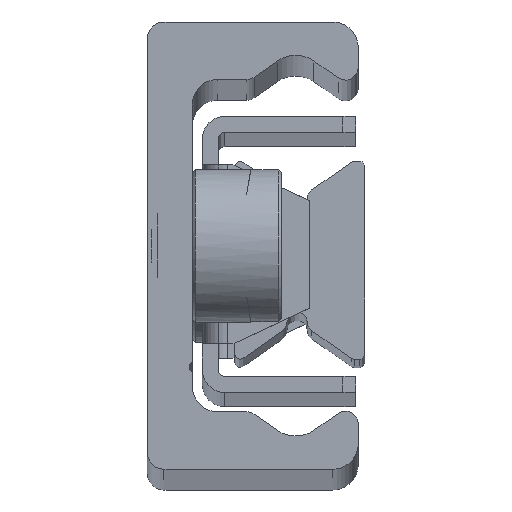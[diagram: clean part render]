
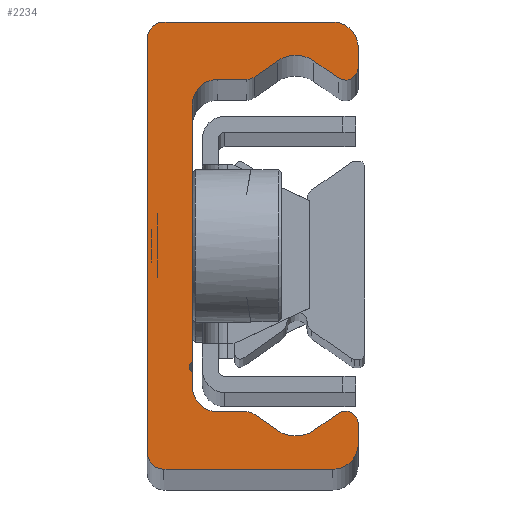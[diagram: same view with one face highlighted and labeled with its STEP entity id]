
A CAD part, top view. The second image highlights one B-rep face of the part: STEP entity #2234.
In plain terms, the highlighted planar face has unit normal (0, 0, 1).
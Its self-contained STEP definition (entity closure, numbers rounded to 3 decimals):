
#1290=CARTESIAN_POINT('',(0.0,16.2,930.0));
#1291=VERTEX_POINT('',#1290);
#1292=CARTESIAN_POINT('',(1.3,17.5,930.0));
#1293=VERTEX_POINT('',#1292);
#1294=CARTESIAN_POINT('',(1.3,16.2,930.0));
#1295=DIRECTION('',(0.0,0.0,-1.0));
#1296=DIRECTION('',(0.0,-1.0,0.0));
#1297=AXIS2_PLACEMENT_3D('',#1294,#1295,#1296);
#1298=CIRCLE('',#1297,1.3);
#1299=EDGE_CURVE('',#1291,#1293,#1298,.T.);
#1332=CARTESIAN_POINT('',(14.5,17.5,930.0));
#1333=VERTEX_POINT('',#1332);
#1334=CARTESIAN_POINT('',(1.3,17.5,930.0));
#1335=DIRECTION('',(1.0,0.0,0.0));
#1336=VECTOR('',#1335,13.2);
#1337=LINE('',#1334,#1336);
#1338=EDGE_CURVE('',#1293,#1333,#1337,.T.);
#1363=CARTESIAN_POINT('',(16.5,15.5,930.0));
#1364=VERTEX_POINT('',#1363);
#1365=CARTESIAN_POINT('',(14.5,15.5,930.0));
#1366=DIRECTION('',(0.0,0.0,-1.0));
#1367=DIRECTION('',(-1.0,0.0,0.0));
#1368=AXIS2_PLACEMENT_3D('',#1365,#1366,#1367);
#1369=CIRCLE('',#1368,2.);
#1370=EDGE_CURVE('',#1333,#1364,#1369,.T.);
#1396=CARTESIAN_POINT('',(16.5,13.946,930.0));
#1397=VERTEX_POINT('',#1396);
#1398=CARTESIAN_POINT('',(16.5,15.5,930.0));
#1399=DIRECTION('',(0.0,-1.0,0.0));
#1400=VECTOR('',#1399,1.554);
#1401=LINE('',#1398,#1400);
#1402=EDGE_CURVE('',#1364,#1397,#1401,.T.);
#1427=CARTESIAN_POINT('',(14.926,13.127,930.0));
#1428=VERTEX_POINT('',#1427);
#1429=CARTESIAN_POINT('',(15.5,13.946,930.0));
#1430=DIRECTION('',(0.0,0.0,-1.0));
#1431=DIRECTION('',(0.574,0.819,0.0));
#1432=AXIS2_PLACEMENT_3D('',#1429,#1430,#1431);
#1433=CIRCLE('',#1432,1.0);
#1434=EDGE_CURVE('',#1397,#1428,#1433,.T.);
#1460=CARTESIAN_POINT('',(13.034,14.452,930.0));
#1461=VERTEX_POINT('',#1460);
#1462=CARTESIAN_POINT('',(14.926,13.127,930.0));
#1463=DIRECTION('',(-0.819,0.574,0.0));
#1464=VECTOR('',#1463,2.31);
#1465=LINE('',#1462,#1464);
#1466=EDGE_CURVE('',#1428,#1461,#1465,.T.);
#1491=CARTESIAN_POINT('',(10.166,14.452,930.0));
#1492=VERTEX_POINT('',#1491);
#1493=CARTESIAN_POINT('',(11.6,12.404,930.0));
#1494=DIRECTION('',(0.0,0.0,1.0));
#1495=DIRECTION('',(0.574,0.819,0.0));
#1496=AXIS2_PLACEMENT_3D('',#1493,#1494,#1495);
#1497=CIRCLE('',#1496,2.5);
#1498=EDGE_CURVE('',#1461,#1492,#1497,.T.);
#1524=CARTESIAN_POINT('',(8.351,13.181,930.0));
#1525=VERTEX_POINT('',#1524);
#1526=CARTESIAN_POINT('',(10.166,14.452,930.0));
#1527=DIRECTION('',(-0.819,-0.574,0.0));
#1528=VECTOR('',#1527,2.216);
#1529=LINE('',#1526,#1528);
#1530=EDGE_CURVE('',#1492,#1525,#1529,.T.);
#1555=CARTESIAN_POINT('',(7.777,13.,930.0));
#1556=VERTEX_POINT('',#1555);
#1557=CARTESIAN_POINT('',(7.777,14.,930.0));
#1558=DIRECTION('',(0.0,0.0,-1.0));
#1559=DIRECTION('',(0.0,1.0,0.0));
#1560=AXIS2_PLACEMENT_3D('',#1557,#1558,#1559);
#1561=CIRCLE('',#1560,1.);
#1562=EDGE_CURVE('',#1525,#1556,#1561,.T.);
#1588=CARTESIAN_POINT('',(5.5,13.,930.0));
#1589=VERTEX_POINT('',#1588);
#1590=CARTESIAN_POINT('',(7.777,13.,930.0));
#1591=DIRECTION('',(-1.0,0.0,0.0));
#1592=VECTOR('',#1591,2.277);
#1593=LINE('',#1590,#1592);
#1594=EDGE_CURVE('',#1556,#1589,#1593,.T.);
#1619=CARTESIAN_POINT('',(3.5,11.,930.0));
#1620=VERTEX_POINT('',#1619);
#1621=CARTESIAN_POINT('',(5.5,11.,930.0));
#1622=DIRECTION('',(0.0,0.0,1.0));
#1623=DIRECTION('',(0.0,1.0,0.0));
#1624=AXIS2_PLACEMENT_3D('',#1621,#1622,#1623);
#1625=CIRCLE('',#1624,2.0);
#1626=EDGE_CURVE('',#1589,#1620,#1625,.T.);
#1652=CARTESIAN_POINT('',(3.5,-9.067,930.0));
#1653=VERTEX_POINT('',#1652);
#1654=CARTESIAN_POINT('',(3.5,11.,930.0));
#1655=DIRECTION('',(0.0,-1.0,0.0));
#1656=VECTOR('',#1655,20.067);
#1657=LINE('',#1654,#1656);
#1658=EDGE_CURVE('',#1620,#1653,#1657,.T.);
#1725=CARTESIAN_POINT('',(3.5,-9.933,930.0));
#1726=VERTEX_POINT('',#1725);
#1727=CARTESIAN_POINT('',(3.75,-9.5,930.0));
#1728=DIRECTION('',(0.0,0.0,1.0));
#1729=DIRECTION('',(-0.5,0.866,0.0));
#1730=AXIS2_PLACEMENT_3D('',#1727,#1728,#1729);
#1731=CIRCLE('',#1730,0.5);
#1732=EDGE_CURVE('',#1653,#1726,#1731,.T.);
#1758=CARTESIAN_POINT('',(3.5,-11.,930.0));
#1759=VERTEX_POINT('',#1758);
#1760=CARTESIAN_POINT('',(3.5,-9.933,930.0));
#1761=DIRECTION('',(0.0,-1.0,0.0));
#1762=VECTOR('',#1761,1.067);
#1763=LINE('',#1760,#1762);
#1764=EDGE_CURVE('',#1726,#1759,#1763,.T.);
#1789=CARTESIAN_POINT('',(5.5,-13.,930.0));
#1790=VERTEX_POINT('',#1789);
#1791=CARTESIAN_POINT('',(5.5,-11.,930.0));
#1792=DIRECTION('',(0.0,0.0,1.0));
#1793=DIRECTION('',(-1.0,0.0,0.0));
#1794=AXIS2_PLACEMENT_3D('',#1791,#1792,#1793);
#1795=CIRCLE('',#1794,2.0);
#1796=EDGE_CURVE('',#1759,#1790,#1795,.T.);
#1822=CARTESIAN_POINT('',(7.777,-13.,930.0));
#1823=VERTEX_POINT('',#1822);
#1824=CARTESIAN_POINT('',(5.5,-13.,930.0));
#1825=DIRECTION('',(1.0,0.0,0.0));
#1826=VECTOR('',#1825,2.277);
#1827=LINE('',#1824,#1826);
#1828=EDGE_CURVE('',#1790,#1823,#1827,.T.);
#1853=CARTESIAN_POINT('',(8.351,-13.181,930.0));
#1854=VERTEX_POINT('',#1853);
#1855=CARTESIAN_POINT('',(7.777,-14.0,930.0));
#1856=DIRECTION('',(0.0,0.0,-1.0));
#1857=DIRECTION('',(-0.574,-0.819,0.0));
#1858=AXIS2_PLACEMENT_3D('',#1855,#1856,#1857);
#1859=CIRCLE('',#1858,1.);
#1860=EDGE_CURVE('',#1823,#1854,#1859,.T.);
#1886=CARTESIAN_POINT('',(10.166,-14.452,930.0));
#1887=VERTEX_POINT('',#1886);
#1888=CARTESIAN_POINT('',(8.351,-13.181,930.0));
#1889=DIRECTION('',(0.819,-0.574,0.0));
#1890=VECTOR('',#1889,2.216);
#1891=LINE('',#1888,#1890);
#1892=EDGE_CURVE('',#1854,#1887,#1891,.T.);
#1917=CARTESIAN_POINT('',(13.034,-14.452,930.0));
#1918=VERTEX_POINT('',#1917);
#1919=CARTESIAN_POINT('',(11.6,-12.404,930.0));
#1920=DIRECTION('',(0.0,0.0,1.));
#1921=DIRECTION('',(-0.574,-0.819,0.0));
#1922=AXIS2_PLACEMENT_3D('',#1919,#1920,#1921);
#1923=CIRCLE('',#1922,2.5);
#1924=EDGE_CURVE('',#1887,#1918,#1923,.T.);
#1950=CARTESIAN_POINT('',(14.926,-13.127,930.0));
#1951=VERTEX_POINT('',#1950);
#1952=CARTESIAN_POINT('',(13.034,-14.452,930.0));
#1953=DIRECTION('',(0.819,0.574,0.0));
#1954=VECTOR('',#1953,2.31);
#1955=LINE('',#1952,#1954);
#1956=EDGE_CURVE('',#1918,#1951,#1955,.T.);
#1981=CARTESIAN_POINT('',(16.5,-13.946,930.0));
#1982=VERTEX_POINT('',#1981);
#1983=CARTESIAN_POINT('',(15.5,-13.946,930.0));
#1984=DIRECTION('',(0.0,0.0,-1.0));
#1985=DIRECTION('',(-1.0,0.0,0.0));
#1986=AXIS2_PLACEMENT_3D('',#1983,#1984,#1985);
#1987=CIRCLE('',#1986,1.0);
#1988=EDGE_CURVE('',#1951,#1982,#1987,.T.);
#2014=CARTESIAN_POINT('',(16.5,-15.5,930.0));
#2015=VERTEX_POINT('',#2014);
#2016=CARTESIAN_POINT('',(16.5,-13.946,930.0));
#2017=DIRECTION('',(0.0,-1.0,0.0));
#2018=VECTOR('',#2017,1.554);
#2019=LINE('',#2016,#2018);
#2020=EDGE_CURVE('',#1982,#2015,#2019,.T.);
#2045=CARTESIAN_POINT('',(14.5,-17.5,930.0));
#2046=VERTEX_POINT('',#2045);
#2047=CARTESIAN_POINT('',(14.5,-15.5,930.0));
#2048=DIRECTION('',(0.0,0.0,-1.0));
#2049=DIRECTION('',(0.0,1.0,0.0));
#2050=AXIS2_PLACEMENT_3D('',#2047,#2048,#2049);
#2051=CIRCLE('',#2050,2.);
#2052=EDGE_CURVE('',#2015,#2046,#2051,.T.);
#2078=CARTESIAN_POINT('',(1.3,-17.5,930.0));
#2079=VERTEX_POINT('',#2078);
#2080=CARTESIAN_POINT('',(14.5,-17.5,930.0));
#2081=DIRECTION('',(-1.0,0.0,0.0));
#2082=VECTOR('',#2081,13.2);
#2083=LINE('',#2080,#2082);
#2084=EDGE_CURVE('',#2046,#2079,#2083,.T.);
#2109=CARTESIAN_POINT('',(0.0,-16.2,930.0));
#2110=VERTEX_POINT('',#2109);
#2111=CARTESIAN_POINT('',(1.3,-16.2,930.0));
#2112=DIRECTION('',(0.0,0.0,-1.0));
#2113=DIRECTION('',(1.0,0.0,0.0));
#2114=AXIS2_PLACEMENT_3D('',#2111,#2112,#2113);
#2115=CIRCLE('',#2114,1.3);
#2116=EDGE_CURVE('',#2079,#2110,#2115,.T.);
#2142=CARTESIAN_POINT('',(0.0,-16.2,930.0));
#2143=DIRECTION('',(0.0,1.0,0.0));
#2144=VECTOR('',#2143,32.4);
#2145=LINE('',#2142,#2144);
#2146=EDGE_CURVE('',#2110,#1291,#2145,.T.);
#2201=CARTESIAN_POINT('',(5.957,-0.014,930.0));
#2202=DIRECTION('',(0.0,0.0,1.0));
#2203=DIRECTION('',(1.0,0.0,0.0));
#2204=AXIS2_PLACEMENT_3D('',#2201,#2202,#2203);
#2205=PLANE('',#2204);
#2206=ORIENTED_EDGE('',*,*,#1299,.F.);
#2207=ORIENTED_EDGE('',*,*,#2146,.F.);
#2208=ORIENTED_EDGE('',*,*,#2116,.F.);
#2209=ORIENTED_EDGE('',*,*,#2084,.F.);
#2210=ORIENTED_EDGE('',*,*,#2052,.F.);
#2211=ORIENTED_EDGE('',*,*,#2020,.F.);
#2212=ORIENTED_EDGE('',*,*,#1988,.F.);
#2213=ORIENTED_EDGE('',*,*,#1956,.F.);
#2214=ORIENTED_EDGE('',*,*,#1924,.F.);
#2215=ORIENTED_EDGE('',*,*,#1892,.F.);
#2216=ORIENTED_EDGE('',*,*,#1860,.F.);
#2217=ORIENTED_EDGE('',*,*,#1828,.F.);
#2218=ORIENTED_EDGE('',*,*,#1796,.F.);
#2219=ORIENTED_EDGE('',*,*,#1764,.F.);
#2220=ORIENTED_EDGE('',*,*,#1732,.F.);
#2221=ORIENTED_EDGE('',*,*,#1658,.F.);
#2222=ORIENTED_EDGE('',*,*,#1626,.F.);
#2223=ORIENTED_EDGE('',*,*,#1594,.F.);
#2224=ORIENTED_EDGE('',*,*,#1562,.F.);
#2225=ORIENTED_EDGE('',*,*,#1530,.F.);
#2226=ORIENTED_EDGE('',*,*,#1498,.F.);
#2227=ORIENTED_EDGE('',*,*,#1466,.F.);
#2228=ORIENTED_EDGE('',*,*,#1434,.F.);
#2229=ORIENTED_EDGE('',*,*,#1402,.F.);
#2230=ORIENTED_EDGE('',*,*,#1370,.F.);
#2231=ORIENTED_EDGE('',*,*,#1338,.F.);
#2232=EDGE_LOOP('',(#2206,#2207,#2208,#2209,#2210,#2211,#2212,#2213,#2214,#2215,#2216,#2217,#2218,#2219,#2220,#2221,#2222,#2223,#2224,#2225,#2226,#2227,#2228,#2229,#2230,#2231));
#2233=FACE_OUTER_BOUND('',#2232,.T.);
#2234=ADVANCED_FACE('',(#2233),#2205,.T.);
